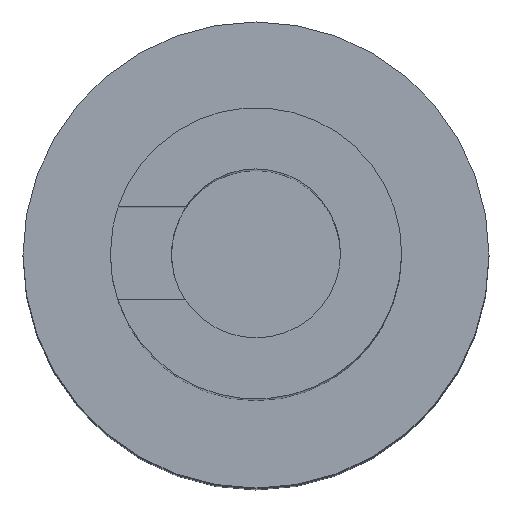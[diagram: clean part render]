
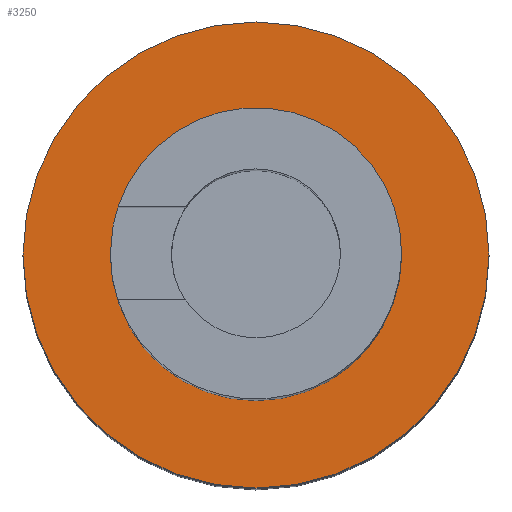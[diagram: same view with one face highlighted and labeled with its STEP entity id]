
A CAD part, top view. The second image highlights one B-rep face of the part: STEP entity #3250.
In plain terms, the highlighted face is planar.
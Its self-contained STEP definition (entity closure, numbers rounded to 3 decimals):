
#1540=CARTESIAN_POINT('',(31.5,32.3,
0.));
#1550=VERTEX_POINT('',#1540);
#1580=CARTESIAN_POINT('',(30.25,32.3,0.));
#1590=DIRECTION('',(0.,-1.,0.));
#1600=DIRECTION('',(-1.,0.,0.));
#1610=AXIS2_PLACEMENT_3D('',#1580,#1590,#1600);
#1620=CIRCLE('',#1610,1.25);
#1630=CARTESIAN_POINT('',(29.,32.3,0.));
#1640=VERTEX_POINT('',#1630);
#1650=EDGE_CURVE('',#1550,#1640,#1620,.T.);
#2420=CARTESIAN_POINT('',(28.25,32.3,0.));
#2430=VERTEX_POINT('',#2420);
#2460=CARTESIAN_POINT('',(30.25,32.3,0.));
#2470=DIRECTION('',(0.,-1.,0.));
#2480=DIRECTION('',(-1.,0.,0.));
#2490=AXIS2_PLACEMENT_3D('',#2460,#2470,#2480);
#2500=CIRCLE('',#2490,2.);
#2510=CARTESIAN_POINT('',(32.25,32.3,
0.));
#2520=VERTEX_POINT('',#2510);
#2530=EDGE_CURVE('',#2520,#2430,#2500,.T.);
#3100=CARTESIAN_POINT('',(28.198,32.3,
-8.684));
#3110=DIRECTION('',(0.,-1.,0.));
#3120=DIRECTION('',(0.423,0.,
0.906));
#3130=AXIS2_PLACEMENT_3D('',#3100,#3110,#3120);
#3140=PLANE('',#3130);
#3150=EDGE_CURVE('',#1640,#1550,#1620,.T.);
#3160=ORIENTED_EDGE('',*,*,#3150,.T.);
#3170=ORIENTED_EDGE('',*,*,#1650,.T.);
#3180=EDGE_LOOP('',(#3170,#3160));
#3190=FACE_BOUND('',#3180,.T.);
#3200=EDGE_CURVE('',#2430,#2520,#2500,.T.);
#3210=ORIENTED_EDGE('',*,*,#3200,.F.);
#3220=ORIENTED_EDGE('',*,*,#2530,.F.);
#3230=EDGE_LOOP('',(#3220,#3210));
#3240=FACE_OUTER_BOUND('',#3230,.T.);
#3250=ADVANCED_FACE('',(#3190,#3240),#3140,.F.);
